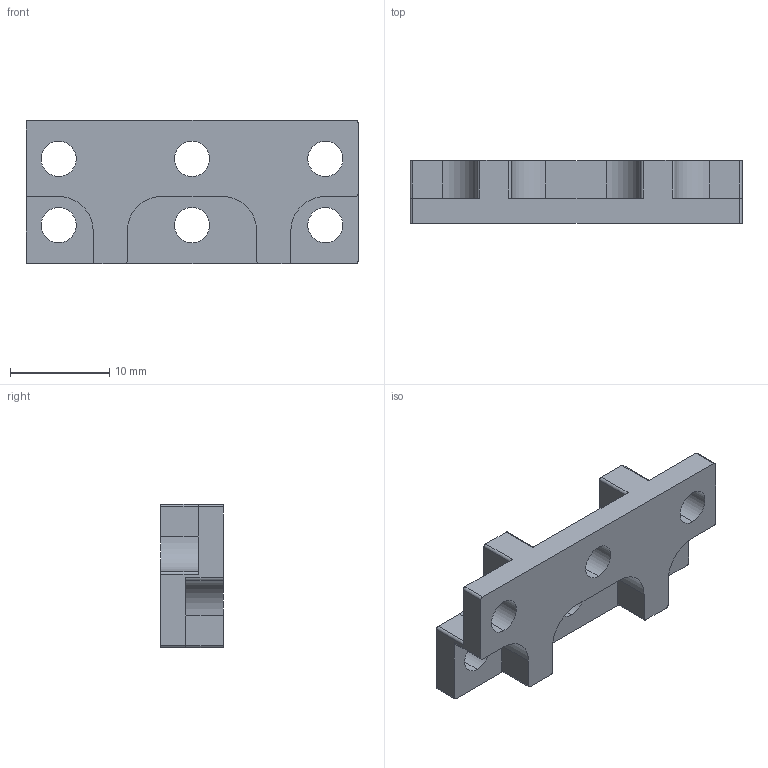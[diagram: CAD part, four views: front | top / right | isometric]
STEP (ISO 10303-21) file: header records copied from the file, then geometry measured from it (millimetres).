
FILE_DESCRIPTION (( 'STEP AP203' ), '1' );
FILE_NAME ('585500.STEP', '2014-07-15T14:28:55', ( 'Kyle' ), ( 'Microsoft' ), 'SwSTEP 2.0', 'SolidWorks 2014', '' );
FILE_SCHEMA (( 'CONFIG_CONTROL_DESIGN' ));
Length unit declared in the file: inch
Products named in the file (1): 585500
Bounding box: 33.53 x 6.35 x 14.48 mm (x, y, z)
Volume: 1631.5 mm3; surface area: 1682.9 mm2
Topology: 1 solids, 1 shells, 62 faces, 180 edges, 120 vertices
Faces by surface type: cylinder 36, plane 26
Entity records: 2179 total; most frequent: DIRECTION 378, CARTESIAN_POINT 363, ORIENTED_EDGE 360, EDGE_CURVE 180, AXIS2_PLACEMENT_3D 135, VERTEX_POINT 120, LINE 108, VECTOR 108
